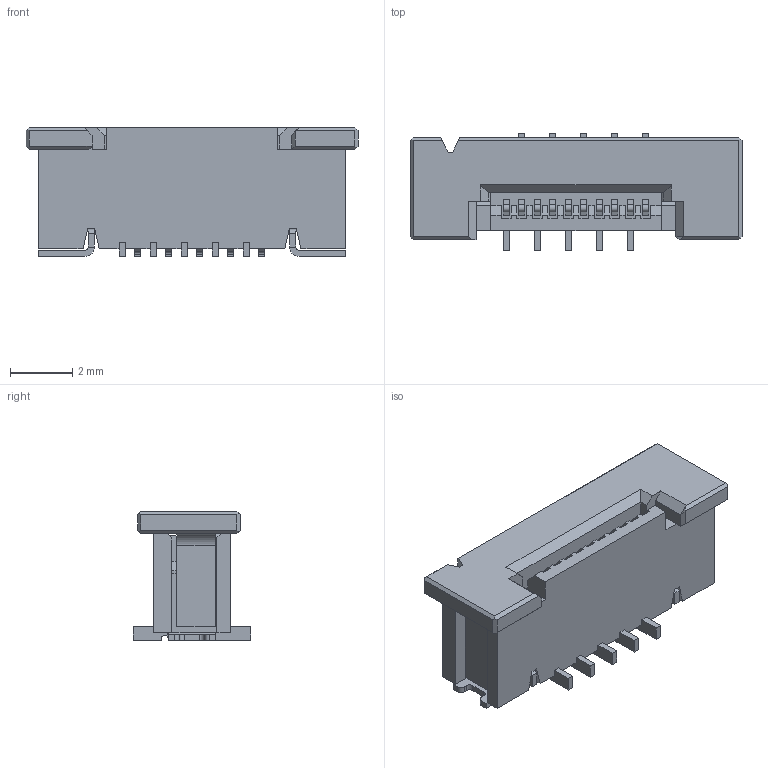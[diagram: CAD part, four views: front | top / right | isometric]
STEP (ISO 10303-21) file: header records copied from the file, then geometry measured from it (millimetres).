
FILE_DESCRIPTION((''),'2;1');
FILE_NAME('C-1-1734742-0','2009-05-28T',('workeradm'),(''),'PRO/ENGINEER BY PARAMETRIC TECHNOLOGY CORPORATION, 2008380','PRO/ENGINEER BY PARAMETRIC TECHNOLOGY CORPORATION, 2008380','');
FILE_SCHEMA(('AUTOMOTIVE_DESIGN { 1 0 10303 214 1 1 1 1 }'));
Length unit declared in the file: millimetre
Products named in the file (1): C-1-1734742-0
Bounding box: 10.7 x 3.8 x 4.15 mm (x, y, z)
Volume: 84.8 mm3; surface area: 354.1 mm2
Topology: 1 solids, 1 shells, 540 faces, 1562 edges, 1019 vertices
Faces by surface type: plane 485, cylinder 55
Entity records: 17494 total; most frequent: CARTESIAN_POINT 3127, ORIENTED_EDGE 3124, DIRECTION 2750, EDGE_CURVE 1562, VECTOR 1450, LINE 1450, VERTEX_POINT 1019, AXIS2_PLACEMENT_3D 650
